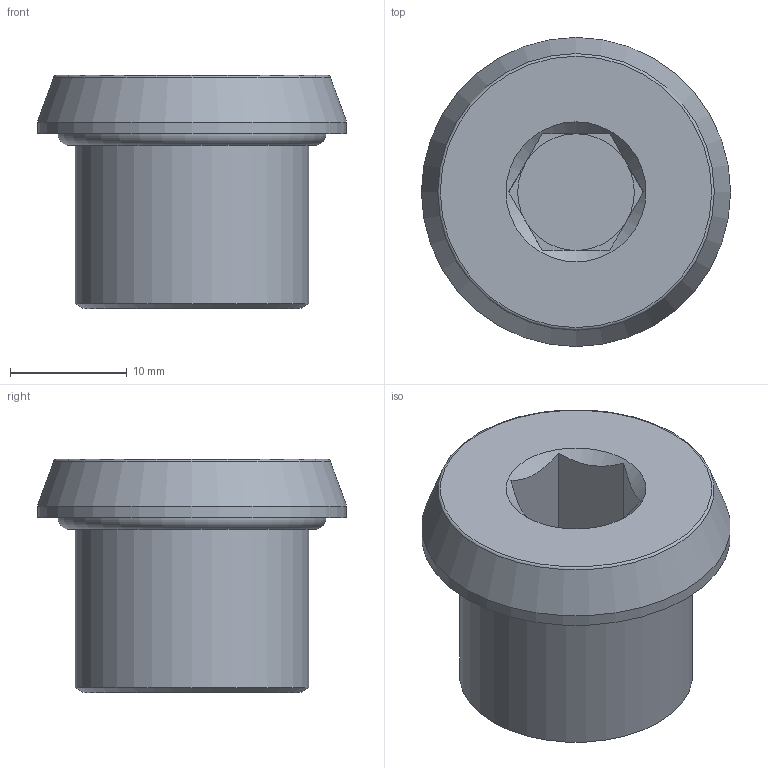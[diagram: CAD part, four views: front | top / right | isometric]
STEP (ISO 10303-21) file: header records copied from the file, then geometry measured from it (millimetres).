
FILE_DESCRIPTION(/* description */ ('487 M20 Stopping Plug'),/* implementation_level */ '2;1');
FILE_NAME(/* name */ '487_M20.stp',/* time_stamp */ '2023-11-01T00:34:42+05:00',/* author */ ('pradhakrishnan'),/* organization */ (''),/* preprocessor_version */ 'ST-DEVELOPER v18',/* originating_system */ 'Autodesk Inventor 2020',/* authorisation */ '');
FILE_SCHEMA (('AUTOMOTIVE_DESIGN { 1 0 10303 214 3 1 1 }'));
Length unit declared in the file: millimetre
Products named in the file (3): 487_M20; 487_M20_1; 19 x 2.0 O Ring
Assembly tree (2 placements, depth 2):
  487_M20
    487_M20_1
    19 x 2.0 O Ring
Bounding box: 26.5 x 26.5 x 20 mm (x, y, z)
Volume: 6340.6 mm3; surface area: 3205.3 mm2
Topology: 2 solids, 2 shells, 28 faces, 80 edges, 56 vertices
Faces by surface type: plane 16, torus 5, cone 4, cylinder 3
Full cylindrical faces by diameter (mm): 20 x1, 24 x1, 26.5 x1
Entity records: 1051 total; most frequent: CARTESIAN_POINT 192, DIRECTION 175, ORIENTED_EDGE 158, EDGE_CURVE 79, AXIS2_PLACEMENT_3D 75, VERTEX_POINT 56, CIRCLE 42, EDGE_LOOP 31
